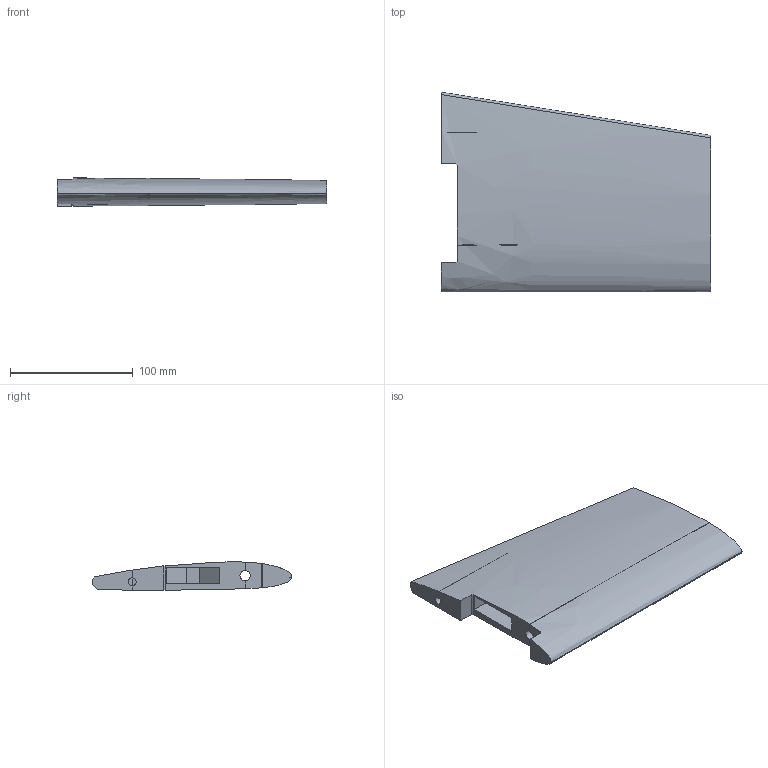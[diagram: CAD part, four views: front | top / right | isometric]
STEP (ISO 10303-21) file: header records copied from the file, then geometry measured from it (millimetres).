
FILE_DESCRIPTION(/* description */ (''),/* implementation_level */ '2;1');
FILE_NAME(/* name */ 'Wing L 3.step',/* time_stamp */ '2024-11-26T12:10:14+01:00',/* author */ (''),/* organization */ (''),/* preprocessor_version */ 'ST-DEVELOPER v20',/* originating_system */ 'Autodesk Translation Framework v13.20.0.188',/* authorisation */ '');
FILE_SCHEMA (('AUTOMOTIVE_DESIGN { 1 0 10303 214 3 1 1 }'));
Length unit declared in the file: millimetre
Products named in the file (1): Wing L 3
Bounding box: 220 x 162.66 x 23.35 mm (x, y, z)
Volume: 489979.3 mm3; surface area: 87067.2 mm2
Topology: 1 solids, 1 shells, 69 faces, 178 edges, 118 vertices
Faces by surface type: plane 50, bspline 13, cylinder 6
Full cylindrical faces by diameter (mm): 2 x2
Entity records: 2764 total; most frequent: CARTESIAN_POINT 1161, ORIENTED_EDGE 356, DIRECTION 254, EDGE_CURVE 178, VERTEX_POINT 118, LINE 116, VECTOR 116, EDGE_LOOP 78
